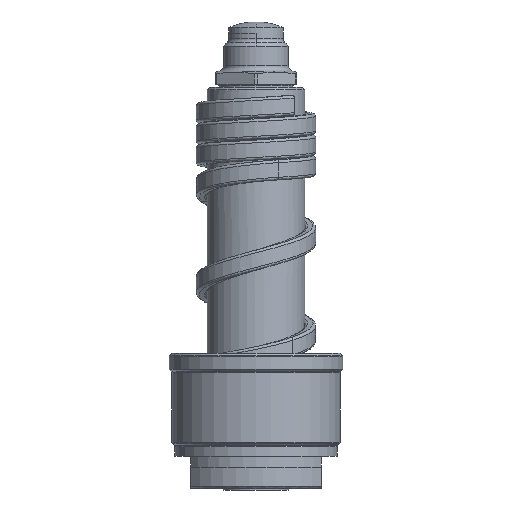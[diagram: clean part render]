
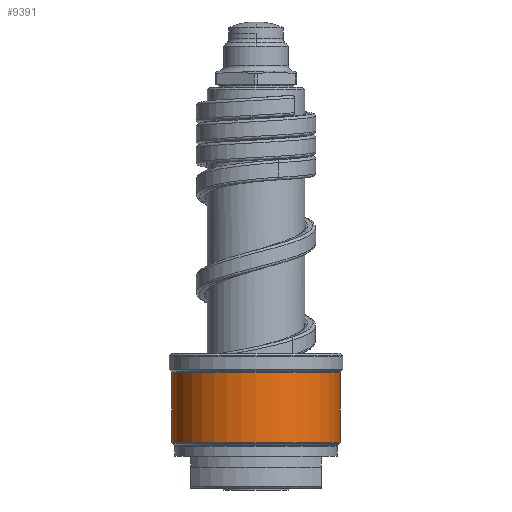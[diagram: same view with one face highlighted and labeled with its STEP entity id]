
A CAD part, front view. The second image highlights one B-rep face of the part: STEP entity #9391.
In plain terms, the highlighted cylindrical face has radius 15.5 mm (diameter 31 mm), a partial arc.
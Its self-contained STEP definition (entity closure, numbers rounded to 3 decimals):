
#2134=CARTESIAN_POINT('',(0.,0.,8.583));
#2135=DIRECTION('',(0.,0.,1.));
#2136=DIRECTION('',(-1.,0.,0.));
#2137=AXIS2_PLACEMENT_3D('',#2134,#2135,#2136);
#2139=DIRECTION('',(0.,0.,-1.));
#2140=VECTOR('',#2139,12.835);
#2141=CARTESIAN_POINT('',(-15.5,0.,21.417));
#2142=LINE('',#2141,#2140);
#2143=CARTESIAN_POINT('',(0.,0.,21.417));
#2144=DIRECTION('',(0.,0.,1.));
#2145=DIRECTION('',(-1.,0.,0.));
#2146=AXIS2_PLACEMENT_3D('',#2143,#2144,#2145);
#2148=DIRECTION('',(0.,0.,-1.));
#2149=VECTOR('',#2148,12.835);
#2150=CARTESIAN_POINT('',(15.5,0.,21.417));
#2151=LINE('',#2150,#2149);
#6262=CARTESIAN_POINT('',(15.5,0.,21.417));
#6263=CARTESIAN_POINT('',(-15.5,0.,21.417));
#6264=VERTEX_POINT('',#6262);
#6265=VERTEX_POINT('',#6263);
#6288=CARTESIAN_POINT('',(15.5,0.,8.583));
#6289=VERTEX_POINT('',#6288);
#6290=CARTESIAN_POINT('',(-15.5,0.,8.583));
#6291=VERTEX_POINT('',#6290);
#9379=CARTESIAN_POINT('',(0.,0.,7.15));
#9380=DIRECTION('',(0.,0.,1.));
#9381=DIRECTION('',(-1.,0.,0.));
#9382=AXIS2_PLACEMENT_3D('',#9379,#9380,#9381);
#9383=CYLINDRICAL_SURFACE('',#9382,15.5);
#9384=ORIENTED_EDGE('',*,*,#9351,.F.);
#9385=ORIENTED_EDGE('',*,*,#9369,.F.);
#9387=ORIENTED_EDGE('',*,*,#9386,.T.);
#9388=ORIENTED_EDGE('',*,*,#9365,.T.);
#9389=EDGE_LOOP('',(#9384,#9385,#9387,#9388));
#9390=FACE_OUTER_BOUND('',#9389,.F.);
#2138=CIRCLE('',#2137,15.5);
#2147=CIRCLE('',#2146,15.5);
#9351=EDGE_CURVE('',#6291,#6289,#2138,.T.);
#9365=EDGE_CURVE('',#6264,#6289,#2151,.T.);
#9369=EDGE_CURVE('',#6265,#6291,#2142,.T.);
#9386=EDGE_CURVE('',#6265,#6264,#2147,.T.);
#9391=ADVANCED_FACE('',(#9390),#9383,.T.);
